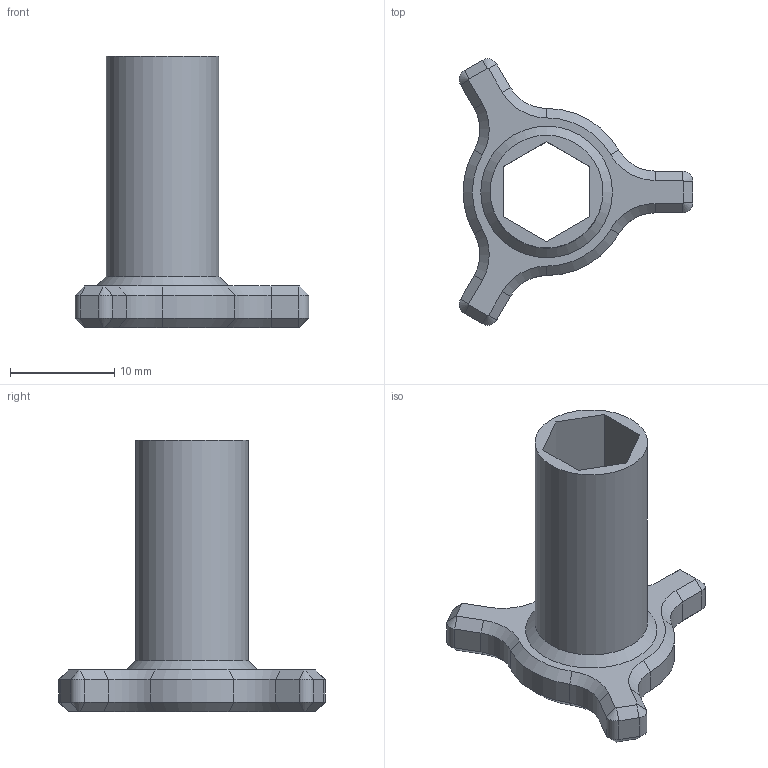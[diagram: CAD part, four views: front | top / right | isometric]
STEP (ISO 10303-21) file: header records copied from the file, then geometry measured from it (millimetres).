
FILE_DESCRIPTION(('FreeCAD Model'),'2;1');
FILE_NAME('Open CASCADE Shape Model','2021-03-16T09:39:41',('Author'),( ''),'Open CASCADE STEP processor 7.4','FreeCAD','Unknown');
FILE_SCHEMA(('AUTOMOTIVE_DESIGN { 1 0 10303 214 1 1 1 1 }'));
Length unit declared in the file: millimetre
Products named in the file (1): Chamfer001
Bounding box: 22.37 x 25.52 x 26 mm (x, y, z)
Volume: 1311 mm3; surface area: 2172.8 mm2
Topology: 1 solids, 1 shells, 105 faces, 239 edges, 137 vertices
Faces by surface type: plane 54, cone 33, cylinder 18
Full cylindrical faces by diameter (mm): 10.8 x1
Entity records: 5940 total; most frequent: CARTESIAN_POINT 1220, DIRECTION 851, ORIENTED_EDGE 478, PCURVE 478, DEFINITIONAL_REPRESENTATION 478, LINE 462, VECTOR 462, EDGE_CURVE 239
